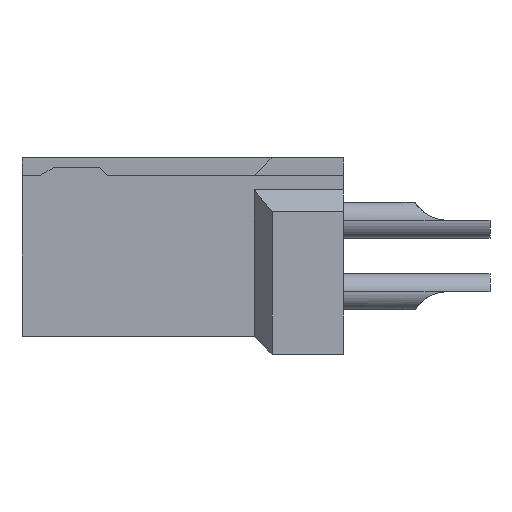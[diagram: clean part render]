
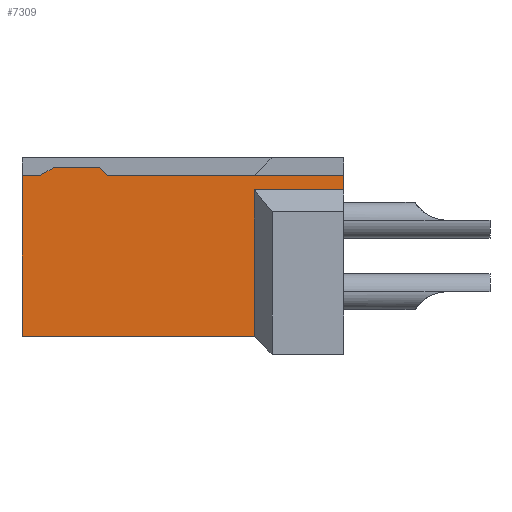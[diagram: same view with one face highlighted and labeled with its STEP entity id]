
A CAD part, left-side view. The second image highlights one B-rep face of the part: STEP entity #7309.
In plain terms, the highlighted planar face has unit normal (-1, 0, 0).
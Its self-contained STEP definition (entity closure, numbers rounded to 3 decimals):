
#21=DIRECTION('',(0.,0.,1.));
#22=VECTOR('',#21,0.4);
#23=CARTESIAN_POINT('',(-12.4,0.,1.85));
#24=LINE('',#23,#22);
#709=DIRECTION('',(0.,0.,-1.));
#710=VECTOR('',#709,4.5);
#711=CARTESIAN_POINT('',(-12.4,9.,2.25));
#712=LINE('',#711,#710);
#1121=DIRECTION('',(0.,-1.,0.));
#1122=VECTOR('',#1121,6.5);
#1123=CARTESIAN_POINT('',(-12.4,9.,-2.25));
#1124=LINE('',#1123,#1122);
#1521=DIRECTION('',(0.,0.866,-0.5));
#1522=VECTOR('',#1521,0.46);
#1523=CARTESIAN_POINT('',(-12.4,8.102,2.48));
#1524=LINE('',#1523,#1522);
#1525=DIRECTION('',(0.,-1.,0.));
#1526=VECTOR('',#1525,1.272);
#1527=CARTESIAN_POINT('',(-12.4,8.102,2.48));
#1528=LINE('',#1527,#1526);
#1529=DIRECTION('',(0.,0.707,0.707));
#1530=VECTOR('',#1529,0.325);
#1531=CARTESIAN_POINT('',(-12.4,6.6,2.25));
#1532=LINE('',#1531,#1530);
#1533=DIRECTION('',(0.,-1.,0.));
#1534=VECTOR('',#1533,6.6);
#1535=CARTESIAN_POINT('',(-12.4,6.6,2.25));
#1536=LINE('',#1535,#1534);
#1537=DIRECTION('',(0.,1.,0.));
#1538=VECTOR('',#1537,2.5);
#1539=CARTESIAN_POINT('',(-12.4,0.,1.85));
#1540=LINE('',#1539,#1538);
#1541=DIRECTION('',(0.,0.,-1.));
#1542=VECTOR('',#1541,4.1);
#1543=CARTESIAN_POINT('',(-12.4,2.5,1.85));
#1544=LINE('',#1543,#1542);
#1545=DIRECTION('',(0.,-1.,0.));
#1546=VECTOR('',#1545,0.5);
#1547=CARTESIAN_POINT('',(-12.4,9.,2.25));
#1548=LINE('',#1547,#1546);
#4525=CARTESIAN_POINT('',(-12.4,9.,2.25));
#4526=CARTESIAN_POINT('',(-12.4,9.,-2.25));
#4527=VERTEX_POINT('',#4525);
#4528=VERTEX_POINT('',#4526);
#4535=CARTESIAN_POINT('',(-12.4,0.,2.25));
#4537=VERTEX_POINT('',#4535);
#4553=CARTESIAN_POINT('',(-12.4,2.5,-2.25));
#4555=VERTEX_POINT('',#4553);
#4584=CARTESIAN_POINT('',(-12.4,2.5,1.85));
#4586=VERTEX_POINT('',#4584);
#4587=CARTESIAN_POINT('',(-12.4,0.,1.85));
#4588=VERTEX_POINT('',#4587);
#4615=CARTESIAN_POINT('',(-12.4,8.102,2.48));
#4616=CARTESIAN_POINT('',(-12.4,8.5,2.25));
#4617=VERTEX_POINT('',#4615);
#4618=VERTEX_POINT('',#4616);
#4631=CARTESIAN_POINT('',(-12.4,6.6,2.25));
#4632=CARTESIAN_POINT('',(-12.4,6.83,2.48));
#4633=VERTEX_POINT('',#4631);
#4634=VERTEX_POINT('',#4632);
#7289=CARTESIAN_POINT('',(-12.4,9.,2.25));
#7290=DIRECTION('',(1.,0.,0.));
#7291=DIRECTION('',(0.,0.,-1.));
#7292=AXIS2_PLACEMENT_3D('',#7289,#7290,#7291);
#7293=PLANE('',#7292);
#7295=ORIENTED_EDGE('',*,*,#7294,.F.);
#7297=ORIENTED_EDGE('',*,*,#7296,.T.);
#7299=ORIENTED_EDGE('',*,*,#7298,.F.);
#7300=ORIENTED_EDGE('',*,*,#6162,.T.);
#7301=ORIENTED_EDGE('',*,*,#5582,.F.);
#7302=ORIENTED_EDGE('',*,*,#7281,.T.);
#7303=ORIENTED_EDGE('',*,*,#7270,.T.);
#7304=ORIENTED_EDGE('',*,*,#6498,.F.);
#7305=ORIENTED_EDGE('',*,*,#6244,.F.);
#7306=ORIENTED_EDGE('',*,*,#6151,.T.);
#7307=EDGE_LOOP('',(#7295,#7297,#7299,#7300,#7301,#7302,#7303,#7304,#7305,
#7306));
#7308=FACE_OUTER_BOUND('',#7307,.F.);
#5582=EDGE_CURVE('',#4588,#4537,#24,.T.);
#6151=EDGE_CURVE('',#4527,#4618,#1548,.T.);
#6162=EDGE_CURVE('',#4633,#4537,#1536,.T.);
#6244=EDGE_CURVE('',#4527,#4528,#712,.T.);
#6498=EDGE_CURVE('',#4528,#4555,#1124,.T.);
#7270=EDGE_CURVE('',#4586,#4555,#1544,.T.);
#7281=EDGE_CURVE('',#4588,#4586,#1540,.T.);
#7294=EDGE_CURVE('',#4617,#4618,#1524,.T.);
#7296=EDGE_CURVE('',#4617,#4634,#1528,.T.);
#7298=EDGE_CURVE('',#4633,#4634,#1532,.T.);
#7309=ADVANCED_FACE('',(#7308),#7293,.F.);
